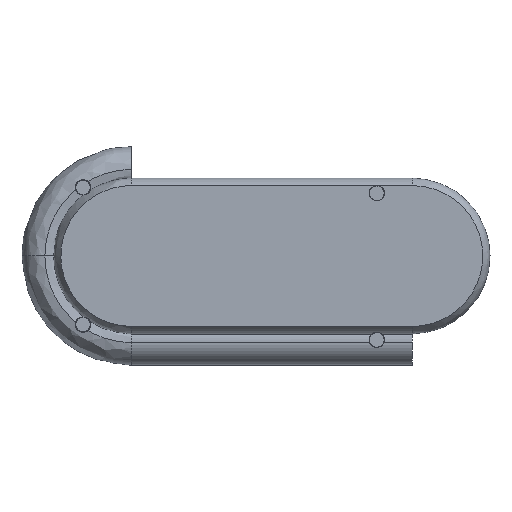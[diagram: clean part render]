
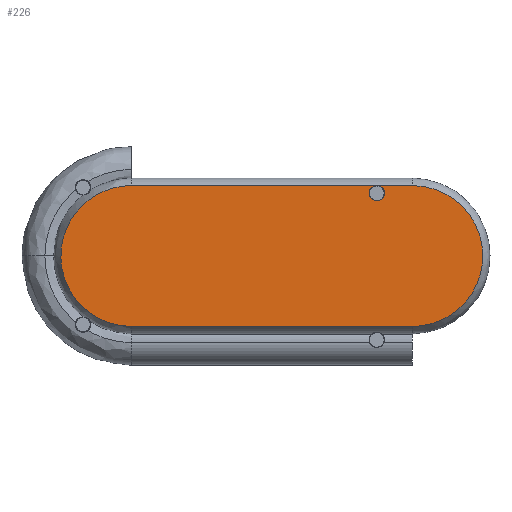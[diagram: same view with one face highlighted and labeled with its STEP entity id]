
A CAD part, front view. The second image highlights one B-rep face of the part: STEP entity #226.
In plain terms, the highlighted planar face has unit normal (0, -1, 0).
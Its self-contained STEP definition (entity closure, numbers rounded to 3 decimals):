
#226=ADVANCED_FACE('',(#306),#1176,.T.);
#306=FACE_OUTER_BOUND('',#402,.T.);
#402=EDGE_LOOP('',(#680,#681,#682,#683));
#680=ORIENTED_EDGE('',*,*,#843,.F.);
#681=ORIENTED_EDGE('',*,*,#842,.F.);
#682=ORIENTED_EDGE('',*,*,#841,.F.);
#683=ORIENTED_EDGE('',*,*,#840,.T.);
#840=EDGE_CURVE('',#1091,#1090,#996,.T.);
#841=EDGE_CURVE('',#1091,#1092,#924,.T.);
#842=EDGE_CURVE('',#1092,#1093,#997,.T.);
#843=EDGE_CURVE('',#1093,#1090,#925,.T.);
#924=(
BOUNDED_CURVE()
B_SPLINE_CURVE(2,(#3370,#3371,#3372,#3373,#3374),.UNSPECIFIED.,.F.,.F.)
B_SPLINE_CURVE_WITH_KNOTS((3,2,3),(0.,435.111,870.221),
 .UNSPECIFIED.)
CURVE()
GEOMETRIC_REPRESENTATION_ITEM()
RATIONAL_B_SPLINE_CURVE((1.,0.707,1.,0.707,1.))
REPRESENTATION_ITEM('')
);
#925=(
BOUNDED_CURVE()
B_SPLINE_CURVE(2,(#3377,#3378,#3379,#3380,#3381),.UNSPECIFIED.,.F.,.F.)
B_SPLINE_CURVE_WITH_KNOTS((3,2,3),(0.,435.111,870.221),
 .UNSPECIFIED.)
CURVE()
GEOMETRIC_REPRESENTATION_ITEM()
RATIONAL_B_SPLINE_CURVE((1.,0.707,1.,0.707,1.))
REPRESENTATION_ITEM('')
);
#996=B_SPLINE_CURVE_WITH_KNOTS('',1,(#3368,#3369),.UNSPECIFIED.,.F.,.F.,
(2,2),(0.,1106.),.UNSPECIFIED.);
#997=B_SPLINE_CURVE_WITH_KNOTS('',1,(#3375,#3376),.UNSPECIFIED.,.F.,.F.,
(2,2),(0.,1106.),.UNSPECIFIED.);
#1090=VERTEX_POINT('',#3360);
#1091=VERTEX_POINT('',#3361);
#1092=VERTEX_POINT('',#3362);
#1093=VERTEX_POINT('',#3363);
#1176=PLANE('',#1223);
#1223=AXIS2_PLACEMENT_3D('',#3288,#1254,$);
#1254=DIRECTION('',(0.,-1.,0.));
#3288=CARTESIAN_POINT('',(-277.,240.,-277.));
#3360=CARTESIAN_POINT('',(0.,240.,277.));
#3361=CARTESIAN_POINT('',(1106.,240.,277.));
#3362=CARTESIAN_POINT('',(1106.,240.,-277.));
#3363=CARTESIAN_POINT('',(0.,240.,-277.));
#3368=CARTESIAN_POINT('',(1106.,240.,277.));
#3369=CARTESIAN_POINT('',(0.,240.,277.));
#3370=CARTESIAN_POINT('',(1106.,240.,277.));
#3371=CARTESIAN_POINT('',(1383.,240.,277.));
#3372=CARTESIAN_POINT('',(1383.,240.,0.));
#3373=CARTESIAN_POINT('',(1383.,240.,-277.));
#3374=CARTESIAN_POINT('',(1106.,240.,-277.));
#3375=CARTESIAN_POINT('',(1106.,240.,-277.));
#3376=CARTESIAN_POINT('',(0.,240.,-277.));
#3377=CARTESIAN_POINT('',(0.,240.,-277.));
#3378=CARTESIAN_POINT('',(-277.,240.,-277.));
#3379=CARTESIAN_POINT('',(-277.,240.,0.));
#3380=CARTESIAN_POINT('',(-277.,240.,277.));
#3381=CARTESIAN_POINT('',(0.,240.,277.));
